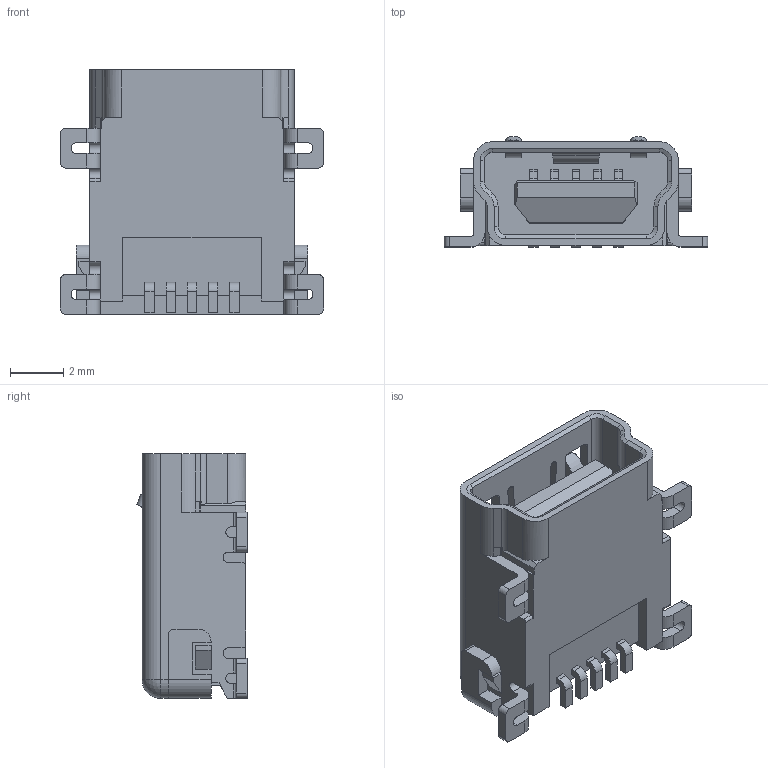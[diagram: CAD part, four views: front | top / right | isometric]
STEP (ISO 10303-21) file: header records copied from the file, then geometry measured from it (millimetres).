
FILE_DESCRIPTION((''),'2;1');
FILE_NAME('C-1-1734035-2','2016-06-03T',('workeradm'),('Tyco Electronics Ltd.'),'CREO PARAMETRIC BY PTC INC, 2015200','CREO PARAMETRIC BY PTC INC, 2015200','');
FILE_SCHEMA(('AUTOMOTIVE_DESIGN { 1 0 10303 214 1 1 1 1 }'));
Length unit declared in the file: millimetre
Products named in the file (1): C-1-1734035-2
Bounding box: 9.9 x 4.14 x 9.2 mm (x, y, z)
Volume: 180.5 mm3; surface area: 475.2 mm2
Topology: 1 solids, 1 shells, 344 faces, 976 edges, 636 vertices
Faces by surface type: plane 209, cylinder 111, bspline 14, cone 8, sphere 2
Entity records: 11695 total; most frequent: CARTESIAN_POINT 2612, ORIENTED_EDGE 1952, DIRECTION 1814, EDGE_CURVE 976, VECTOR 718, LINE 718, VERTEX_POINT 636, AXIS2_PLACEMENT_3D 548
